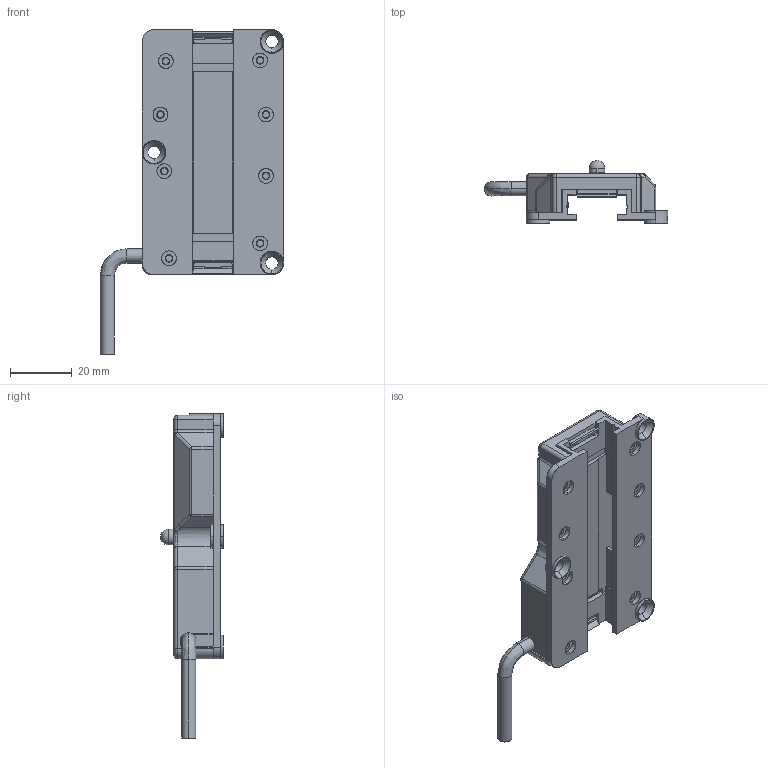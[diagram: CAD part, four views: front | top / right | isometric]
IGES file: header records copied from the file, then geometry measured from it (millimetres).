
Start section: SolidWorks IGES file using analytic representation for surfaces
Global section: file name: 701-1500-xxx Encoder for Model 150 and Model 250 Scales.IGS; native system: SolidWorks 2019; preprocessor: SolidWorks 2019; author: mike; date: 191016.152819; units: inch
Bounding box: 59.3 x 20.36 x 104.94 mm (x, y, z)
Surface area: 25712.5 mm2 (no closed solid volume)
Topology: 0 solids, 0 shells, 704 faces, 7438 edges, 7431 vertices
Faces by surface type: bspline 405, revolution 299
